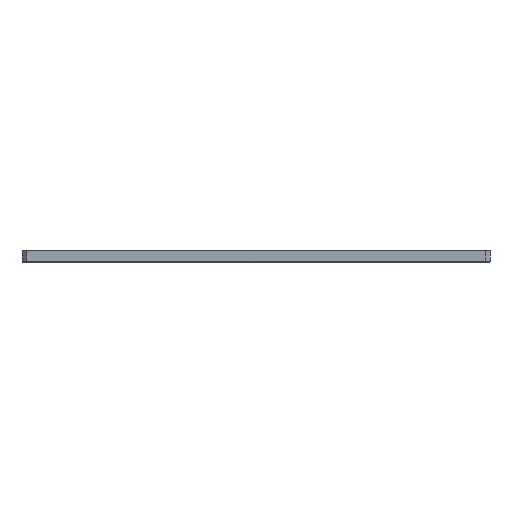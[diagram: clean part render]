
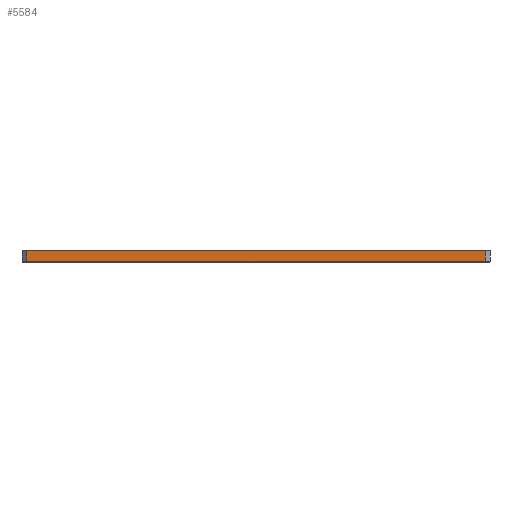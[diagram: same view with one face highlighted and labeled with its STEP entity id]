
A CAD part, left-side view. The second image highlights one B-rep face of the part: STEP entity #5584.
In plain terms, the highlighted planar face has unit normal (-1, 0, 0).
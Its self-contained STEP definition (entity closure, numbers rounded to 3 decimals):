
#34 = LINE ( 'NONE', #2743, #3161 ) ;
#36 = DIRECTION ( 'NONE',  ( 0., 0., 1. ) ) ;
#50 = FACE_OUTER_BOUND ( 'NONE', #1197, .T. ) ;
#85 = EDGE_CURVE ( 'NONE', #5006, #5305, #1171, .T. ) ;
#168 = LINE ( 'NONE', #5027, #5265 ) ;
#742 = ORIENTED_EDGE ( 'NONE', *, *, #3344, .T. ) ;
#841 = ORIENTED_EDGE ( 'NONE', *, *, #4486, .T. ) ;
#931 = CARTESIAN_POINT ( 'NONE',  ( -330.2, -242.65, 12.7 ) ) ;
#1171 = LINE ( 'NONE', #3335, #2259 ) ;
#1197 = EDGE_LOOP ( 'NONE', ( #742, #2610, #841, #1750 ) ) ;
#1750 = ORIENTED_EDGE ( 'NONE', *, *, #5192, .T. ) ;
#1916 = VERTEX_POINT ( 'NONE', #4334 ) ;
#2259 = VECTOR ( 'NONE', #5181, 1000. ) ;
#2287 = LINE ( 'NONE', #931, #3040 ) ;
#2470 = DIRECTION ( 'NONE',  ( 0., 1., 0. ) ) ;
#2610 = ORIENTED_EDGE ( 'NONE', *, *, #85, .T. ) ;
#2671 = DIRECTION ( 'NONE',  ( 1., 0., 0. ) ) ;
#2743 = CARTESIAN_POINT ( 'NONE',  ( -330.2, 242.65, 12.7 ) ) ;
#2774 = DIRECTION ( 'NONE',  ( 0., 0., -1. ) ) ;
#3040 = VECTOR ( 'NONE', #36, 1000. ) ;
#3158 = VERTEX_POINT ( 'NONE', #5547 ) ;
#3161 = VECTOR ( 'NONE', #2774, 1000. ) ;
#3164 = CARTESIAN_POINT ( 'NONE',  ( -330.2, -247.65, 12.7 ) ) ;
#3335 = CARTESIAN_POINT ( 'NONE',  ( -330.2, -247.65, 1. ) ) ;
#3344 = EDGE_CURVE ( 'NONE', #1916, #5006, #34, .T. ) ;
#3530 = AXIS2_PLACEMENT_3D ( 'NONE', #3164, #2671, #4006 ) ;
#4006 = DIRECTION ( 'NONE',  ( 0., 0., -1. ) ) ;
#4334 = CARTESIAN_POINT ( 'NONE',  ( -330.2, 242.65, 11.7 ) ) ;
#4486 = EDGE_CURVE ( 'NONE', #5305, #3158, #2287, .T. ) ;
#4566 = CARTESIAN_POINT ( 'NONE',  ( -330.2, -242.65, 1. ) ) ;
#4886 = CARTESIAN_POINT ( 'NONE',  ( -330.2, 242.65, 1. ) ) ;
#5006 = VERTEX_POINT ( 'NONE', #4886 ) ;
#5027 = CARTESIAN_POINT ( 'NONE',  ( -330.2, 242.65, 11.7 ) ) ;
#5181 = DIRECTION ( 'NONE',  ( 0., -1., 0. ) ) ;
#5192 = EDGE_CURVE ( 'NONE', #3158, #1916, #168, .T. ) ;
#5265 = VECTOR ( 'NONE', #2470, 1000. ) ;
#5305 = VERTEX_POINT ( 'NONE', #4566 ) ;
#5317 = PLANE ( 'NONE',  #3530 ) ;
#5547 = CARTESIAN_POINT ( 'NONE',  ( -330.2, -242.65, 11.7 ) ) ;
#5584 = ADVANCED_FACE ( 'NONE', ( #50 ), #5317, .F. ) ;
